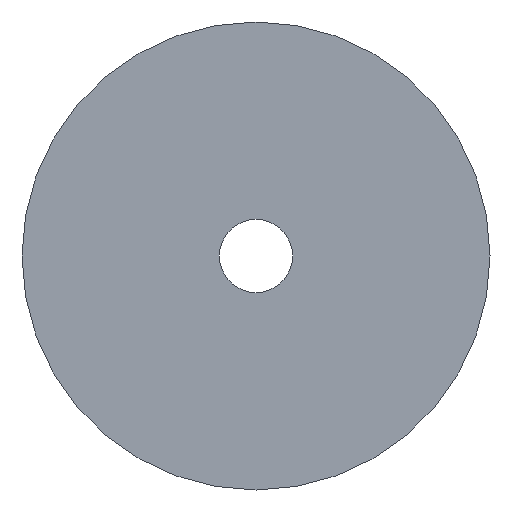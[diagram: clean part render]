
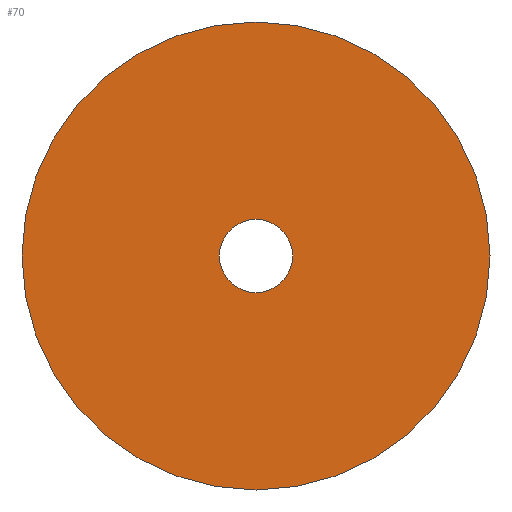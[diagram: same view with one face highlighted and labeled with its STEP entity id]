
A CAD part, front view. The second image highlights one B-rep face of the part: STEP entity #70.
In plain terms, the highlighted planar face has unit normal (0, -1, 0).
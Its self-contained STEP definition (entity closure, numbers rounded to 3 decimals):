
#6 = ORIENTED_EDGE ( 'NONE', *, *, #14, .T. ) ;
#7 = ORIENTED_EDGE ( 'NONE', *, *, #44, .T. ) ;
#14 = EDGE_CURVE ( 'NONE', #46, #45, #165, .T. ) ;
#44 = EDGE_CURVE ( 'NONE', #45, #46, #132, .T. ) ;
#45 = VERTEX_POINT ( 'NONE', #116 ) ;
#46 = VERTEX_POINT ( 'NONE', #115 ) ;
#60 = VERTEX_POINT ( 'NONE', #267 ) ;
#62 = EDGE_CURVE ( 'NONE', #60, #63, #248, .T. ) ;
#63 = VERTEX_POINT ( 'NONE', #243 ) ;
#70 = ADVANCED_FACE ( 'NONE', ( #186, #185 ), #183, .F. ) ;
#71 = EDGE_LOOP ( 'NONE', ( #72, #74 ) ) ;
#72 = ORIENTED_EDGE ( 'NONE', *, *, #73, .F. ) ;
#73 = EDGE_CURVE ( 'NONE', #63, #60, #146, .T. ) ;
#74 = ORIENTED_EDGE ( 'NONE', *, *, #62, .F. ) ;
#75 = EDGE_LOOP ( 'NONE', ( #6, #7 ) ) ;
#115 = CARTESIAN_POINT ( 'NONE',  ( 0., -20., 2.5 ) ) ;
#116 = CARTESIAN_POINT ( 'NONE',  ( 0., -20., -2.5 ) ) ;
#117 = DIRECTION ( 'NONE',  ( 0., 0., 1. ) ) ;
#118 = DIRECTION ( 'NONE',  ( 0., 1., 0. ) ) ;
#130 = CARTESIAN_POINT ( 'NONE',  ( 0., -20., 0. ) ) ;
#131 = AXIS2_PLACEMENT_3D ( 'NONE', #130, #118, #117 ) ;
#132 = CIRCLE ( 'NONE', #131, 2.5 ) ;
#143 = DIRECTION ( 'NONE',  ( 0., 0., 1. ) ) ;
#144 = DIRECTION ( 'NONE',  ( 0., 1., 0. ) ) ;
#145 = AXIS2_PLACEMENT_3D ( 'NONE', #184, #144, #143 ) ;
#146 = CIRCLE ( 'NONE', #145, 16. ) ;
#147 = DIRECTION ( 'NONE',  ( 0., 0., 1. ) ) ;
#148 = DIRECTION ( 'NONE',  ( 0., 1., 0. ) ) ;
#162 = DIRECTION ( 'NONE',  ( 0., 0., 1. ) ) ;
#163 = DIRECTION ( 'NONE',  ( 0., 1., 0. ) ) ;
#164 = AXIS2_PLACEMENT_3D ( 'NONE', #221, #163, #162 ) ;
#165 = CIRCLE ( 'NONE', #164, 2.5 ) ;
#181 = CARTESIAN_POINT ( 'NONE',  ( 2.5, -20., 0. ) ) ;
#182 = AXIS2_PLACEMENT_3D ( 'NONE', #181, #148, #147 ) ;
#183 = PLANE ( 'NONE',  #182 ) ;
#184 = CARTESIAN_POINT ( 'NONE',  ( 0., -20., 0. ) ) ;
#185 = FACE_BOUND ( 'NONE', #75, .T. ) ;
#186 = FACE_OUTER_BOUND ( 'NONE', #71, .T. ) ;
#221 = CARTESIAN_POINT ( 'NONE',  ( 0., -20., 0. ) ) ;
#243 = CARTESIAN_POINT ( 'NONE',  ( 0., -20., -16. ) ) ;
#244 = DIRECTION ( 'NONE',  ( 0., 0., 1. ) ) ;
#245 = DIRECTION ( 'NONE',  ( 0., 1., 0. ) ) ;
#246 = CARTESIAN_POINT ( 'NONE',  ( 0., -20., 0. ) ) ;
#247 = AXIS2_PLACEMENT_3D ( 'NONE', #246, #245, #244 ) ;
#248 = CIRCLE ( 'NONE', #247, 16. ) ;
#267 = CARTESIAN_POINT ( 'NONE',  ( 0., -20., 16. ) ) ;
